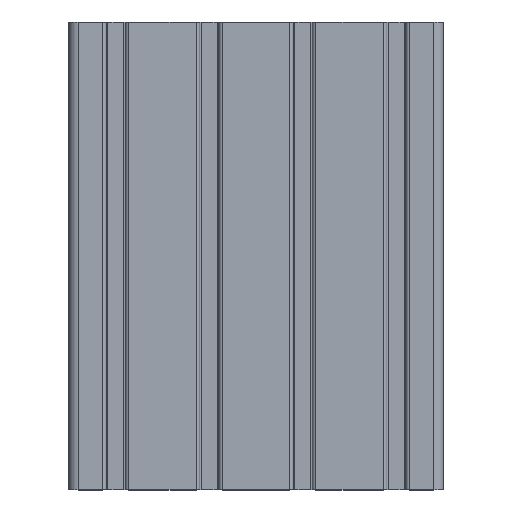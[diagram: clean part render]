
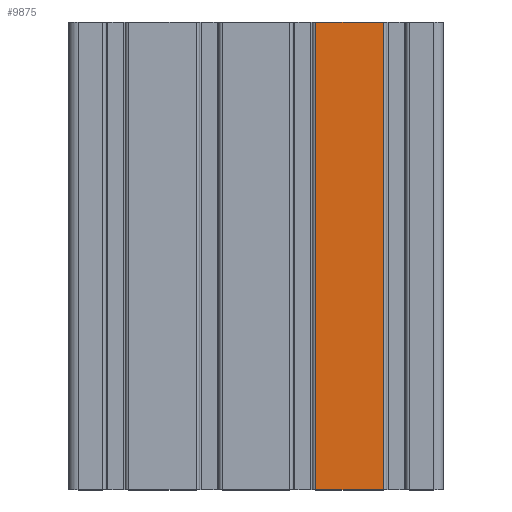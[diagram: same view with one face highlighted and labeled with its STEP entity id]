
A CAD part, top view. The second image highlights one B-rep face of the part: STEP entity #9875.
In plain terms, the highlighted planar face has unit normal (0, 0, 1).
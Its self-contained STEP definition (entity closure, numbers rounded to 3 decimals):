
#989=FACE_OUTER_BOUND('',#1503,.T.);
#1503=EDGE_LOOP('',(#6931,#6932,#6933,#6934));
#2181=LINE('',#15167,#3165);
#2182=LINE('',#15171,#3166);
#2183=LINE('',#15173,#3167);
#2184=LINE('',#15174,#3168);
#3165=VECTOR('',#12049,200.);
#3166=VECTOR('',#12054,28.8);
#3167=VECTOR('',#12055,200.);
#3168=VECTOR('',#12056,28.8);
#4159=VERTEX_POINT('',#15164);
#4160=VERTEX_POINT('',#15166);
#4161=VERTEX_POINT('',#15170);
#4162=VERTEX_POINT('',#15172);
#5292=EDGE_CURVE('',#4159,#4160,#2181,.T.);
#5294=EDGE_CURVE('',#4159,#4161,#2182,.T.);
#5295=EDGE_CURVE('',#4161,#4162,#2183,.T.);
#5296=EDGE_CURVE('',#4160,#4162,#2184,.T.);
#6931=ORIENTED_EDGE('',*,*,#5294,.T.);
#6932=ORIENTED_EDGE('',*,*,#5295,.T.);
#6933=ORIENTED_EDGE('',*,*,#5296,.F.);
#6934=ORIENTED_EDGE('',*,*,#5292,.F.);
#9573=PLANE('',#10511);
#9875=ADVANCED_FACE('',(#989),#9573,.T.);
#10511=AXIS2_PLACEMENT_3D('',#15169,#12052,#12053);
#12049=DIRECTION('',(0.,-1.,0.));
#12052=DIRECTION('center_axis',(0.,0.,1.));
#12053=DIRECTION('ref_axis',(1.,0.,0.));
#12054=DIRECTION('',(-1.,0.,0.));
#12055=DIRECTION('',(0.,-1.,0.));
#12056=DIRECTION('',(-1.,0.,0.));
#15164=CARTESIAN_POINT('',(54.4,200.,40.));
#15166=CARTESIAN_POINT('',(54.4,0.,40.));
#15167=CARTESIAN_POINT('',(54.4,0.,40.));
#15169=CARTESIAN_POINT('Origin',(25.6,0.,40.));
#15170=CARTESIAN_POINT('',(25.6,200.,40.));
#15171=CARTESIAN_POINT('',(12.8,200.,40.));
#15172=CARTESIAN_POINT('',(25.6,0.,40.));
#15173=CARTESIAN_POINT('',(25.6,0.,40.));
#15174=CARTESIAN_POINT('',(12.8,0.,40.));
